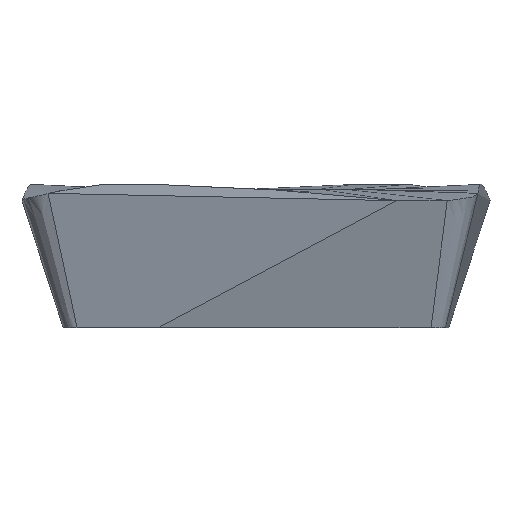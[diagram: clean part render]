
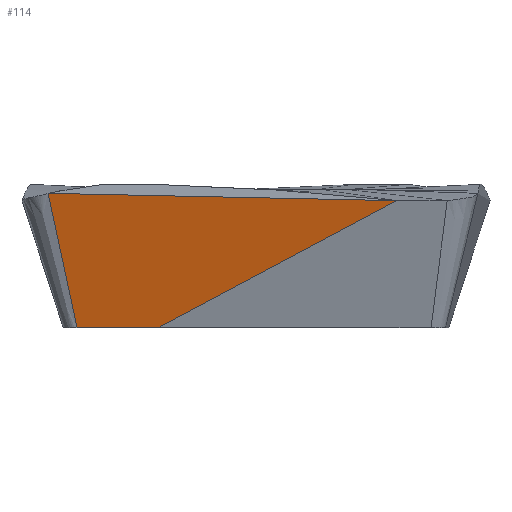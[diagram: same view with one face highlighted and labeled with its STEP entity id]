
A CAD part, front view. The second image highlights one B-rep face of the part: STEP entity #114.
In plain terms, the highlighted planar face has unit normal (-0.039, -0.97, -0.242).
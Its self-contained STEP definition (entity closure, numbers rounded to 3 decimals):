
#114=ADVANCED_FACE('',(#179),#147,.F.);
#147=PLANE('',#1073);
#179=FACE_OUTER_BOUND('',#229,.T.);
#229=EDGE_LOOP('',(#389,#390,#391,#392));
#389=ORIENTED_EDGE('',*,*,#672,.F.);
#390=ORIENTED_EDGE('',*,*,#673,.F.);
#391=ORIENTED_EDGE('',*,*,#674,.F.);
#392=ORIENTED_EDGE('',*,*,#597,.T.);
#517=VERTEX_POINT('',#1419);
#518=VERTEX_POINT('',#1421);
#570=VERTEX_POINT('',#2263);
#571=VERTEX_POINT('',#2294);
#597=EDGE_CURVE('',#518,#517,#852,.T.);
#672=EDGE_CURVE('',#570,#517,#890,.T.);
#673=EDGE_CURVE('',#571,#570,#891,.T.);
#674=EDGE_CURVE('',#518,#571,#892,.T.);
#852=LINE('',#1420,#925);
#890=LINE('',#2264,#963);
#891=LINE('',#2293,#964);
#892=LINE('',#2295,#965);
#925=VECTOR('',#1115,1.);
#963=VECTOR('',#1167,1.);
#964=VECTOR('',#1168,1.);
#965=VECTOR('',#1169,1.);
#1073=AXIS2_PLACEMENT_3D('',#2296,#1170,#1171);
#1115=DIRECTION('',(-0.999,0.035,0.021));
#1167=DIRECTION('',(-0.205,-0.229,0.951));
#1168=DIRECTION('',(-0.999,0.04,0.));
#1169=DIRECTION('',(-0.872,0.151,-0.465));
#1170=DIRECTION('',(0.039,0.97,0.242));
#1171=DIRECTION('',(-0.01,-0.242,0.97));
#1419=CARTESIAN_POINT('',(-5.766,-6.153,-0.247));
#1420=CARTESIAN_POINT('',(3.898,-6.49,-0.45));
#1421=CARTESIAN_POINT('',(3.898,-6.49,-0.45));
#2263=CARTESIAN_POINT('',(-4.962,-5.256,-3.97));
#2264=CARTESIAN_POINT('',(-4.962,-5.256,-3.97));
#2293=CARTESIAN_POINT('',(-2.71,-5.346,-3.97));
#2294=CARTESIAN_POINT('',(-2.71,-5.346,-3.97));
#2295=CARTESIAN_POINT('',(3.898,-6.49,-0.45));
#2296=CARTESIAN_POINT('',(-0.917,-5.883,-2.108));
